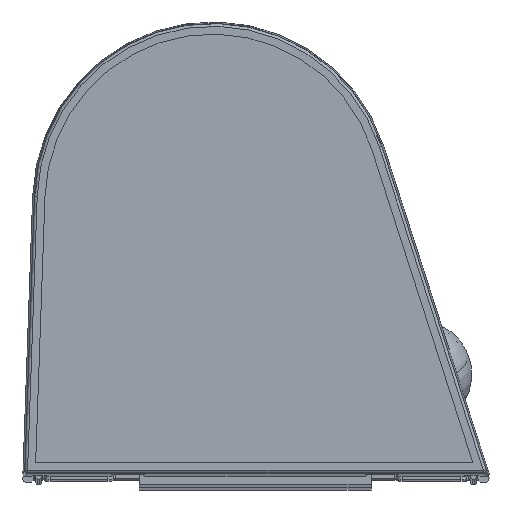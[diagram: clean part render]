
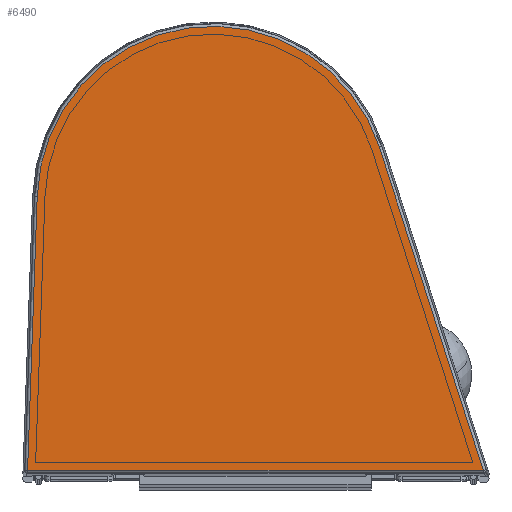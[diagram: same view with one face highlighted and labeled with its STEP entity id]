
A CAD part, top view. The second image highlights one B-rep face of the part: STEP entity #6490.
In plain terms, the highlighted face is planar.
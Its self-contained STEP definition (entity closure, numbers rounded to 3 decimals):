
#1361 = DIRECTION ( 'NONE',  ( 1., 0., -0.03 ) ) ;
#1595 = AXIS2_PLACEMENT_3D ( 'NONE', #2522, #7560, #1361 ) ;
#1817 = CARTESIAN_POINT ( 'NONE',  ( -40.343, -280.5, -2.507 ) ) ;
#2232 = VECTOR ( 'NONE', #5270, 1000. ) ;
#2259 = DIRECTION ( 'NONE',  ( 0., -1., 0. ) ) ;
#2323 = VERTEX_POINT ( 'NONE', #9813 ) ;
#2522 = CARTESIAN_POINT ( 'NONE',  ( 7.521, -280.5, -49.994 ) ) ;
#3019 = VERTEX_POINT ( 'NONE', #1817 ) ;
#3236 = DIRECTION ( 'NONE',  ( -1., 0., 0. ) ) ;
#4117 = LINE ( 'NONE', #9192, #2232 ) ;
#4226 = CIRCLE ( 'NONE', #1595, 31.005 ) ;
#4828 = VERTEX_POINT ( 'NONE', #4851 ) ;
#4851 = CARTESIAN_POINT ( 'NONE',  ( -21.931, -280.5, -59.682 ) ) ;
#4902 = CARTESIAN_POINT ( 'NONE',  ( -21.931, -280.5, -59.682 ) ) ;
#5270 = DIRECTION ( 'NONE',  ( -0.035, 0., -0.999 ) ) ;
#5511 = EDGE_CURVE ( 'NONE', #7883, #3019, #12611, .T. ) ;
#6143 = LINE ( 'NONE', #4902, #12100 ) ;
#6289 = EDGE_CURVE ( 'NONE', #2323, #4828, #4226, .T. ) ;
#6490 = ADVANCED_FACE ( 'NONE', ( #10700 ), #15718, .T. ) ;
#7095 = VECTOR ( 'NONE', #3236, 1000. ) ;
#7560 = DIRECTION ( 'NONE',  ( 0., 1., 0. ) ) ;
#7883 = VERTEX_POINT ( 'NONE', #14787 ) ;
#8318 = EDGE_LOOP ( 'NONE', ( #9356, #10314, #12753, #14002 ) ) ;
#8366 = DIRECTION ( 'NONE',  ( -1., 0., 0. ) ) ;
#9192 = CARTESIAN_POINT ( 'NONE',  ( 40.211, -280.5, -2.507 ) ) ;
#9356 = ORIENTED_EDGE ( 'NONE', *, *, #6289, .F. ) ;
#9800 = CARTESIAN_POINT ( 'NONE',  ( 0., -280.5, -6. ) ) ;
#9813 = CARTESIAN_POINT ( 'NONE',  ( 38.511, -280.5, -50.933 ) ) ;
#10314 = ORIENTED_EDGE ( 'NONE', *, *, #11669, .F. ) ;
#10700 = FACE_OUTER_BOUND ( 'NONE', #8318, .T. ) ;
#10839 = AXIS2_PLACEMENT_3D ( 'NONE', #9800, #2259, #8366 ) ;
#11669 = EDGE_CURVE ( 'NONE', #7883, #2323, #4117, .T. ) ;
#12100 = VECTOR ( 'NONE', #13513, 1000. ) ;
#12611 = LINE ( 'NONE', #13234, #7095 ) ;
#12753 = ORIENTED_EDGE ( 'NONE', *, *, #5511, .T. ) ;
#13234 = CARTESIAN_POINT ( 'NONE',  ( 40.211, -280.5, -2.507 ) ) ;
#13513 = DIRECTION ( 'NONE',  ( -0.307, 0., 0.952 ) ) ;
#14002 = ORIENTED_EDGE ( 'NONE', *, *, #14394, .F. ) ;
#14394 = EDGE_CURVE ( 'NONE', #4828, #3019, #6143, .T. ) ;
#14787 = CARTESIAN_POINT ( 'NONE',  ( 40.211, -280.5, -2.507 ) ) ;
#15718 = PLANE ( 'NONE',  #10839 ) ;
